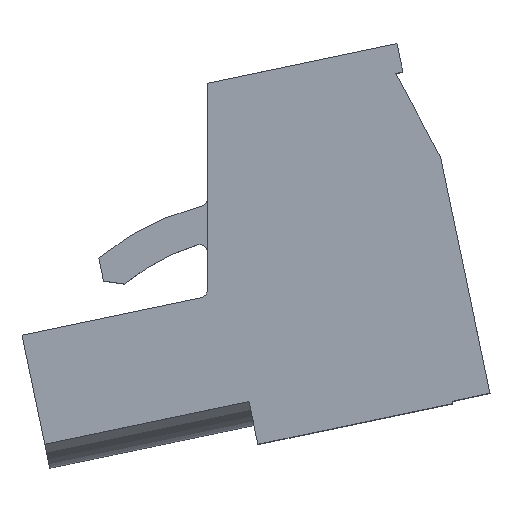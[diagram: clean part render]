
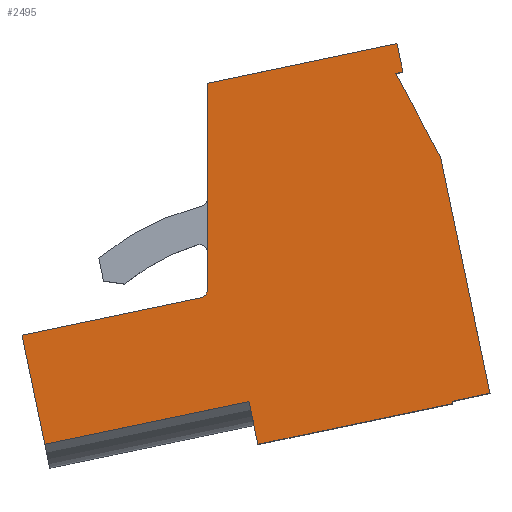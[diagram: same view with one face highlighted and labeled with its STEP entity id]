
A CAD part, top view. The second image highlights one B-rep face of the part: STEP entity #2495.
In plain terms, the highlighted planar face has unit normal (0, 0, 1).
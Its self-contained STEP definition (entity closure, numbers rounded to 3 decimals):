
#36 = VERTEX_POINT ( 'NONE', #295 ) ;
#38 = VERTEX_POINT ( 'NONE', #296 ) ;
#39 = EDGE_CURVE ( 'NONE', #36, #38, #358, .T. ) ;
#46 = VERTEX_POINT ( 'NONE', #340 ) ;
#68 = EDGE_CURVE ( 'NONE', #70, #36, #420, .T. ) ;
#70 = VERTEX_POINT ( 'NONE', #411 ) ;
#74 = VERTEX_POINT ( 'NONE', #404 ) ;
#80 = EDGE_CURVE ( 'NONE', #74, #46, #399, .T. ) ;
#139 = EDGE_CURVE ( 'NONE', #2663, #143, #497, .T. ) ;
#140 = EDGE_CURVE ( 'NONE', #2639, #2663, #493, .T. ) ;
#143 = VERTEX_POINT ( 'NONE', #547 ) ;
#145 = EDGE_CURVE ( 'NONE', #155, #149, #546, .T. ) ;
#149 = VERTEX_POINT ( 'NONE', #535 ) ;
#155 = VERTEX_POINT ( 'NONE', #524 ) ;
#201 = EDGE_CURVE ( 'NONE', #149, #202, #625, .T. ) ;
#202 = VERTEX_POINT ( 'NONE', #621 ) ;
#203 = ORIENTED_EDGE ( 'NONE', *, *, #256, .T. ) ;
#204 = ORIENTED_EDGE ( 'NONE', *, *, #201, .T. ) ;
#206 = ORIENTED_EDGE ( 'NONE', *, *, #2852, .T. ) ;
#207 = ORIENTED_EDGE ( 'NONE', *, *, #145, .T. ) ;
#209 = ORIENTED_EDGE ( 'NONE', *, *, #139, .T. ) ;
#226 = ORIENTED_EDGE ( 'NONE', *, *, #39, .T. ) ;
#227 = ORIENTED_EDGE ( 'NONE', *, *, #2687, .T. ) ;
#228 = ORIENTED_EDGE ( 'NONE', *, *, #80, .T. ) ;
#229 = ORIENTED_EDGE ( 'NONE', *, *, #2790, .T. ) ;
#256 = EDGE_CURVE ( 'NONE', #202, #257, #710, .T. ) ;
#257 = VERTEX_POINT ( 'NONE', #702 ) ;
#258 = ORIENTED_EDGE ( 'NONE', *, *, #2506, .T. ) ;
#295 = CARTESIAN_POINT ( 'NONE',  ( -0.239, 4.371, 0. ) ) ;
#296 = CARTESIAN_POINT ( 'NONE',  ( -7.635, 2.823, 0. ) ) ;
#340 = CARTESIAN_POINT ( 'NONE',  ( 1.725, 0.082, 0. ) ) ;
#355 = DIRECTION ( 'NONE',  ( -0.979, -0.205, 0. ) ) ;
#356 = VECTOR ( 'NONE', #355, 1000. ) ;
#357 = CARTESIAN_POINT ( 'NONE',  ( 1.37, 4.707, 0. ) ) ;
#358 = LINE ( 'NONE', #357, #356 ) ;
#396 = DIRECTION ( 'NONE',  ( 0.979, 0.205, 0. ) ) ;
#397 = VECTOR ( 'NONE', #396, 1000. ) ;
#398 = CARTESIAN_POINT ( 'NONE',  ( 2.313, 0.205, 0. ) ) ;
#399 = LINE ( 'NONE', #398, #397 ) ;
#404 = CARTESIAN_POINT ( 'NONE',  ( -6.692, -1.68, 0. ) ) ;
#411 = CARTESIAN_POINT ( 'NONE',  ( 0., 4.664, 0. ) ) ;
#416 = DIRECTION ( 'NONE',  ( -1., 0., 0. ) ) ;
#417 = DIRECTION ( 'NONE',  ( 0., 0., -1. ) ) ;
#418 = CARTESIAN_POINT ( 'NONE',  ( -0.3, 4.664, 0. ) ) ;
#419 = AXIS2_PLACEMENT_3D ( 'NONE', #418, #417, #416 ) ;
#420 = CIRCLE ( 'NONE', #419, 0.3 ) ;
#489 = DIRECTION ( 'NONE',  ( 0.979, 0.205, 0. ) ) ;
#490 = VECTOR ( 'NONE', #489, 1000. ) ;
#491 = CARTESIAN_POINT ( 'NONE',  ( 10.883, 0.262, 0. ) ) ;
#493 = LINE ( 'NONE', #491, #490 ) ;
#494 = DIRECTION ( 'NONE',  ( -0.205, 0.979, 0. ) ) ;
#495 = VECTOR ( 'NONE', #494, 1000. ) ;
#496 = CARTESIAN_POINT ( 'NONE',  ( 10.15, 7.669, 0. ) ) ;
#497 = LINE ( 'NONE', #496, #495 ) ;
#524 = CARTESIAN_POINT ( 'NONE',  ( 7.783, 13.61, 0. ) ) ;
#535 = CARTESIAN_POINT ( 'NONE',  ( 8.076, 13.671, 0. ) ) ;
#543 = DIRECTION ( 'NONE',  ( 0.979, 0.205, 0. ) ) ;
#544 = VECTOR ( 'NONE', #543, 1000. ) ;
#545 = CARTESIAN_POINT ( 'NONE',  ( -0.146, 11.95, 0. ) ) ;
#546 = LINE ( 'NONE', #545, #544 ) ;
#547 = CARTESIAN_POINT ( 'NONE',  ( 9.63, 10.153, 0. ) ) ;
#621 = CARTESIAN_POINT ( 'NONE',  ( 7.83, 14.846, 0. ) ) ;
#622 = DIRECTION ( 'NONE',  ( -0.205, 0.979, 0. ) ) ;
#623 = VECTOR ( 'NONE', #622, 1000. ) ;
#624 = CARTESIAN_POINT ( 'NONE',  ( 7.953, 14.258, 0. ) ) ;
#625 = LINE ( 'NONE', #624, #623 ) ;
#702 = CARTESIAN_POINT ( 'NONE',  ( 0., 13.207, 0. ) ) ;
#703 = DIRECTION ( 'NONE',  ( -0.979, -0.205, 0. ) ) ;
#704 = VECTOR ( 'NONE', #703, 1000. ) ;
#705 = CARTESIAN_POINT ( 'NONE',  ( 3.915, 14.026, 0. ) ) ;
#710 = LINE ( 'NONE', #705, #704 ) ;
#1295 = DIRECTION ( 'NONE',  ( 0.979, 0.205, 0. ) ) ;
#1296 = DIRECTION ( 'NONE',  ( 0., 0., 1. ) ) ;
#1297 = CARTESIAN_POINT ( 'NONE',  ( -6.323, -3.442, 0. ) ) ;
#1298 = AXIS2_PLACEMENT_3D ( 'NONE', #1297, #1296, #1295 ) ;
#1299 = PLANE ( 'NONE',  #1298 ) ;
#1300 = FACE_OUTER_BOUND ( 'NONE', #2491, .T. ) ;
#1340 = DIRECTION ( 'NONE',  ( 0., -1., 0. ) ) ;
#1341 = VECTOR ( 'NONE', #1340, 1000. ) ;
#1342 = CARTESIAN_POINT ( 'NONE',  ( 0., 8.936, 0. ) ) ;
#1347 = LINE ( 'NONE', #1342, #1341 ) ;
#1507 = CARTESIAN_POINT ( 'NONE',  ( 10.12, 0., 0. ) ) ;
#1528 = DIRECTION ( 'NONE',  ( -0.205, 0.979, 0. ) ) ;
#1529 = VECTOR ( 'NONE', #1528, 1000. ) ;
#1530 = CARTESIAN_POINT ( 'NONE',  ( 10.11, 0.049, 0. ) ) ;
#1531 = LINE ( 'NONE', #1530, #1529 ) ;
#1590 = CARTESIAN_POINT ( 'NONE',  ( 10.1, 0.098, 0. ) ) ;
#1620 = CARTESIAN_POINT ( 'NONE',  ( 11.666, 0.426, 0. ) ) ;
#1654 = DIRECTION ( 'NONE',  ( 0.205, -0.979, 0. ) ) ;
#1655 = VECTOR ( 'NONE', #1654, 1000. ) ;
#1656 = CARTESIAN_POINT ( 'NONE',  ( -7.86, 3.899, 0. ) ) ;
#1662 = LINE ( 'NONE', #1656, #1655 ) ;
#2051 = CARTESIAN_POINT ( 'NONE',  ( 2.094, -1.68, 0. ) ) ;
#2053 = DIRECTION ( 'NONE',  ( 0.205, -0.979, 0. ) ) ;
#2054 = VECTOR ( 'NONE', #2053, 1000. ) ;
#2055 = CARTESIAN_POINT ( 'NONE',  ( 0.558, 5.661, 0. ) ) ;
#2056 = LINE ( 'NONE', #2055, #2054 ) ;
#2133 = DIRECTION ( 'NONE',  ( 0.979, 0.205, 0. ) ) ;
#2134 = VECTOR ( 'NONE', #2133, 1000. ) ;
#2135 = CARTESIAN_POINT ( 'NONE',  ( 2.681, -1.557, 0. ) ) ;
#2136 = LINE ( 'NONE', #2135, #2134 ) ;
#2152 = DIRECTION ( 'NONE',  ( -0.471, 0.882, 0. ) ) ;
#2153 = VECTOR ( 'NONE', #2152, 1000. ) ;
#2154 = CARTESIAN_POINT ( 'NONE',  ( 9.63, 10.153, 0. ) ) ;
#2155 = LINE ( 'NONE', #2154, #2153 ) ;
#2490 = ORIENTED_EDGE ( 'NONE', *, *, #140, .T. ) ;
#2491 = EDGE_LOOP ( 'NONE', ( #2492, #2493, #2490, #209, #206, #207, #204, #203, #258, #2505, #226, #227, #228, #229 ) ) ;
#2492 = ORIENTED_EDGE ( 'NONE', *, *, #2819, .T. ) ;
#2493 = ORIENTED_EDGE ( 'NONE', *, *, #2613, .T. ) ;
#2495 = ADVANCED_FACE ( 'NONE', ( #1300 ), #1299, .T. ) ;
#2505 = ORIENTED_EDGE ( 'NONE', *, *, #68, .T. ) ;
#2506 = EDGE_CURVE ( 'NONE', #257, #70, #1347, .T. ) ;
#2604 = VERTEX_POINT ( 'NONE', #1507 ) ;
#2613 = EDGE_CURVE ( 'NONE', #2604, #2639, #1531, .T. ) ;
#2639 = VERTEX_POINT ( 'NONE', #1590 ) ;
#2663 = VERTEX_POINT ( 'NONE', #1620 ) ;
#2687 = EDGE_CURVE ( 'NONE', #38, #74, #1662, .T. ) ;
#2790 = EDGE_CURVE ( 'NONE', #46, #2793, #2056, .T. ) ;
#2793 = VERTEX_POINT ( 'NONE', #2051 ) ;
#2819 = EDGE_CURVE ( 'NONE', #2793, #2604, #2136, .T. ) ;
#2852 = EDGE_CURVE ( 'NONE', #143, #155, #2155, .T. ) ;
